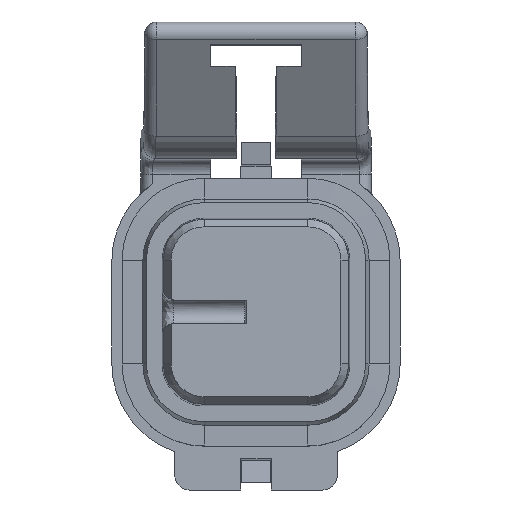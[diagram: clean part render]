
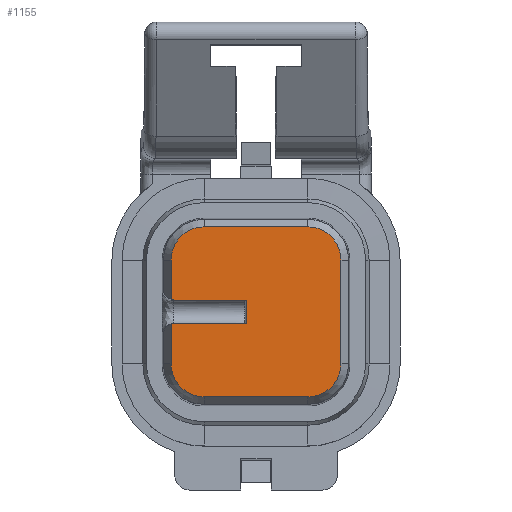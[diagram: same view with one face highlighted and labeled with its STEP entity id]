
A CAD part, top view. The second image highlights one B-rep face of the part: STEP entity #1155.
In plain terms, the highlighted planar face has unit normal (0, 0, 1).
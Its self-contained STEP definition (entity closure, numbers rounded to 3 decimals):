
#113=ELLIPSE('',#3745,0.8,0.8);
#115=ELLIPSE('',#3750,0.8,0.8);
#234=PLANE('',#3761);
#564=LINE('',#5780,#929);
#567=LINE('',#5788,#932);
#571=LINE('',#5798,#936);
#576=LINE('',#5818,#941);
#578=LINE('',#5821,#943);
#582=LINE('',#5829,#947);
#587=LINE('',#5849,#952);
#590=LINE('',#5925,#955);
#929=VECTOR('',#4613,1.);
#932=VECTOR('',#4620,1.);
#936=VECTOR('',#4630,1.);
#941=VECTOR('',#4649,1.);
#943=VECTOR('',#4653,1.);
#947=VECTOR('',#4659,1.);
#952=VECTOR('',#4680,1.);
#955=VECTOR('',#4699,1.);
#1155=ADVANCED_FACE('',(#1375),#234,.F.);
#1375=FACE_OUTER_BOUND('',#1569,.T.);
#1569=EDGE_LOOP('',(#2565,#2566,#2567,#2568,#2569,#2570,#2571,#2572,#2573,
#2574,#2575,#2576,#2577,#2578));
#2565=ORIENTED_EDGE('',*,*,#3330,.F.);
#2566=ORIENTED_EDGE('',*,*,#3339,.T.);
#2567=ORIENTED_EDGE('',*,*,#3371,.F.);
#2568=ORIENTED_EDGE('',*,*,#3373,.T.);
#2569=ORIENTED_EDGE('',*,*,#3356,.T.);
#2570=ORIENTED_EDGE('',*,*,#3354,.T.);
#2571=ORIENTED_EDGE('',*,*,#3341,.T.);
#2572=ORIENTED_EDGE('',*,*,#3348,.T.);
#2573=ORIENTED_EDGE('',*,*,#3345,.T.);
#2574=ORIENTED_EDGE('',*,*,#3350,.T.);
#2575=ORIENTED_EDGE('',*,*,#3361,.T.);
#2576=ORIENTED_EDGE('',*,*,#3364,.T.);
#2577=ORIENTED_EDGE('',*,*,#3365,.F.);
#2578=ORIENTED_EDGE('',*,*,#3334,.F.);
#2858=VERTEX_POINT('',#5779);
#2859=VERTEX_POINT('',#5781);
#2862=VERTEX_POINT('',#5789);
#2864=VERTEX_POINT('',#5797);
#2866=VERTEX_POINT('',#5802);
#2867=VERTEX_POINT('',#5804);
#2869=VERTEX_POINT('',#5810);
#2871=VERTEX_POINT('',#5813);
#2873=VERTEX_POINT('',#5822);
#2876=VERTEX_POINT('',#5830);
#2877=VERTEX_POINT('',#5834);
#2880=VERTEX_POINT('',#5842);
#2882=VERTEX_POINT('',#5848);
#2886=VERTEX_POINT('',#5921);
#3330=EDGE_CURVE('',#2858,#2859,#564,.T.);
#3334=EDGE_CURVE('',#2859,#2862,#567,.T.);
#3339=EDGE_CURVE('',#2858,#2864,#571,.T.);
#3341=EDGE_CURVE('',#2867,#2866,#3451,.T.);
#3345=EDGE_CURVE('',#2871,#2869,#3453,.T.);
#3348=EDGE_CURVE('',#2866,#2871,#576,.T.);
#3350=EDGE_CURVE('',#2869,#2873,#578,.T.);
#3354=EDGE_CURVE('',#2876,#2867,#582,.T.);
#3356=EDGE_CURVE('',#2877,#2876,#3455,.T.);
#3361=EDGE_CURVE('',#2873,#2880,#3458,.T.);
#3364=EDGE_CURVE('',#2880,#2882,#587,.T.);
#3365=EDGE_CURVE('',#2862,#2882,#113,.T.);
#3371=EDGE_CURVE('',#2886,#2864,#115,.T.);
#3373=EDGE_CURVE('',#2886,#2877,#590,.T.);
#3451=CIRCLE('',#3728,2.242);
#3453=CIRCLE('',#3731,2.242);
#3455=CIRCLE('',#3737,2.242);
#3458=CIRCLE('',#3741,2.242);
#3728=AXIS2_PLACEMENT_3D('',#5803,#4634,#4635);
#3731=AXIS2_PLACEMENT_3D('',#5812,#4642,#4643);
#3737=AXIS2_PLACEMENT_3D('',#5833,#4663,#4664);
#3741=AXIS2_PLACEMENT_3D('',#5843,#4673,#4674);
#3745=AXIS2_PLACEMENT_3D('',#5851,#4683,#4684);
#3750=AXIS2_PLACEMENT_3D('',#5922,#4694,#4695);
#3761=AXIS2_PLACEMENT_3D('',#5944,#4727,#4728);
#4613=DIRECTION('',(0.,1.,0.));
#4620=DIRECTION('',(-1.,0.,0.));
#4630=DIRECTION('',(-1.,0.,0.));
#4634=DIRECTION('',(0.,0.,1.));
#4635=DIRECTION('',(0.,1.,0.));
#4642=DIRECTION('',(0.,0.,1.));
#4643=DIRECTION('',(0.,1.,0.));
#4649=DIRECTION('',(0.,1.,0.));
#4653=DIRECTION('',(-1.,0.,0.));
#4659=DIRECTION('',(1.,0.,0.));
#4663=DIRECTION('',(0.,0.,1.));
#4664=DIRECTION('',(0.,1.,0.));
#4673=DIRECTION('',(0.,0.,1.));
#4674=DIRECTION('',(0.,1.,0.));
#4680=DIRECTION('',(0.,-1.,0.));
#4683=DIRECTION('',(0.,0.,-1.));
#4684=DIRECTION('',(-1.,0.,0.));
#4694=DIRECTION('',(0.,0.,-1.));
#4695=DIRECTION('',(-1.,0.,0.));
#4699=DIRECTION('',(0.,-1.,0.));
#4727=DIRECTION('',(0.,0.,-1.));
#4728=DIRECTION('',(1.,0.,0.));
#5779=CARTESIAN_POINT('',(-0.664,-0.8,10.05));
#5780=CARTESIAN_POINT('',(-0.664,5.75,10.05));
#5781=CARTESIAN_POINT('',(-0.664,0.8,10.05));
#5788=CARTESIAN_POINT('',(5.75,0.8,10.05));
#5789=CARTESIAN_POINT('',(-5.5,0.8,10.05));
#5797=CARTESIAN_POINT('',(-5.5,-0.8,10.05));
#5798=CARTESIAN_POINT('',(6.3,-0.8,10.05));
#5802=CARTESIAN_POINT('',(5.75,-3.508,10.05));
#5803=CARTESIAN_POINT('',(3.508,-3.508,10.05));
#5804=CARTESIAN_POINT('',(3.508,-5.75,10.05));
#5810=CARTESIAN_POINT('',(3.508,5.75,10.05));
#5812=CARTESIAN_POINT('',(3.508,3.508,10.05));
#5813=CARTESIAN_POINT('',(5.75,3.508,10.05));
#5818=CARTESIAN_POINT('',(5.75,-10.665,10.05));
#5821=CARTESIAN_POINT('',(3.025,5.75,10.05));
#5822=CARTESIAN_POINT('',(-3.508,5.75,10.05));
#5829=CARTESIAN_POINT('',(3.025,-5.75,10.05));
#5830=CARTESIAN_POINT('',(-3.508,-5.75,10.05));
#5833=CARTESIAN_POINT('',(-3.508,-3.508,10.05));
#5834=CARTESIAN_POINT('',(-5.75,-3.508,10.05));
#5842=CARTESIAN_POINT('',(-5.75,3.508,10.05));
#5843=CARTESIAN_POINT('',(-3.508,3.508,10.05));
#5848=CARTESIAN_POINT('',(-5.75,0.84,10.05));
#5849=CARTESIAN_POINT('',(-5.75,-10.665,10.05));
#5851=CARTESIAN_POINT('',(-5.5,1.6,10.05));
#5921=CARTESIAN_POINT('',(-5.75,-0.84,10.05));
#5922=CARTESIAN_POINT('',(-5.5,-1.6,10.05));
#5925=CARTESIAN_POINT('',(-5.75,-10.665,10.05));
#5944=CARTESIAN_POINT('',(5.75,5.75,10.05));
